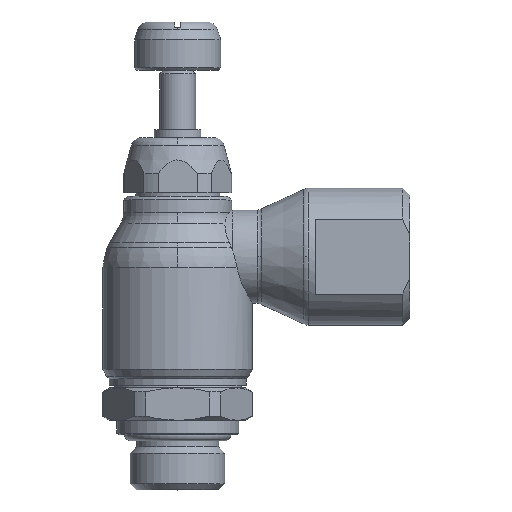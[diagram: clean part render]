
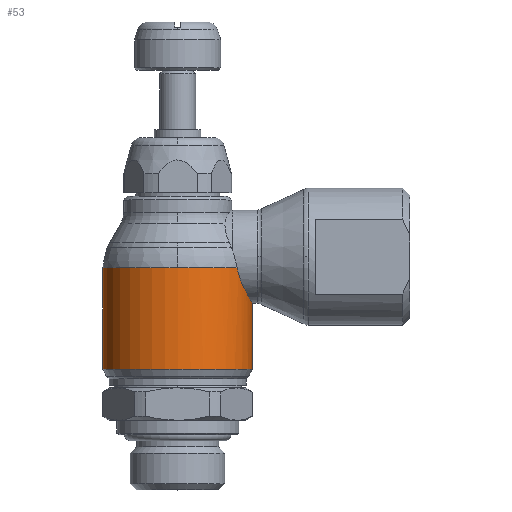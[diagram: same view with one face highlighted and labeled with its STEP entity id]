
A CAD part, top view. The second image highlights one B-rep face of the part: STEP entity #53.
In plain terms, the highlighted cylindrical face has radius 10.41 mm (diameter 20.82 mm), a partial arc.
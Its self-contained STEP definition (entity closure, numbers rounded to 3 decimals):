
#53=ADVANCED_FACE('',(#212),#213,.T.);
#212=FACE_OUTER_BOUND('',#527,.T.);
#213=CYLINDRICAL_SURFACE('',#528,10.41);
#527=EDGE_LOOP('',(#883,#884,#885,#886,#887,#888));
#528=AXIS2_PLACEMENT_3D('',#889,#890,#891);
#883=ORIENTED_EDGE('',*,*,#2041,.F.);
#884=ORIENTED_EDGE('',*,*,#2042,.T.);
#885=ORIENTED_EDGE('',*,*,#2043,.F.);
#886=ORIENTED_EDGE('',*,*,#2044,.T.);
#887=ORIENTED_EDGE('',*,*,#2038,.F.);
#888=ORIENTED_EDGE('',*,*,#2045,.F.);
#889=CARTESIAN_POINT('',(0.0,14.177,0.0));
#890=DIRECTION('',(0.0,1.0,0.0));
#891=DIRECTION('',(-1.0,0.0,0.0));
#2038=EDGE_CURVE('',#2423,#2425,#2426,.T.);
#2041=EDGE_CURVE('',#2430,#2431,#2432,.T.);
#2042=EDGE_CURVE('',#2430,#2433,#2434,.T.);
#2043=EDGE_CURVE('',#2435,#2433,#2436,.T.);
#2044=EDGE_CURVE('',#2435,#2425,#2437,.T.);
#2045=EDGE_CURVE('',#2431,#2423,#2438,.T.);
#2423=VERTEX_POINT('',#3060);
#2425=VERTEX_POINT('',#3062);
#2426=CIRCLE('',#3063,10.41);
#2430=VERTEX_POINT('',#3079);
#2431=VERTEX_POINT('',#3080);
#2432=LINE('',#3081,#3082);
#2433=VERTEX_POINT('',#3083);
#2434=CIRCLE('',#3084,10.41);
#2435=VERTEX_POINT('',#3085);
#2436=LINE('',#3086,#3087);
#2437=B_SPLINE_CURVE_WITH_KNOTS('',3,(#3088,#3089,#3090,#3091,#3092,#3093,#3094,#3095,#3096,#3097,#3098,#3099,#3100,#3101,#3102,#3103,#3104,#3105,#3106,#3107,#3108,#3109,#3110,#3111,#3112,#3113,#3114,#3115,#3116,#3117),.UNSPECIFIED.,.F.,.F.,(4,2,2,2,2,2,2,2,2,2,2,2,2,2,4),(1.272,2.544,3.816,5.088,6.351,7.613,8.875,10.137,11.399,12.661,13.923,15.185,16.457,17.729,19.001),.UNSPECIFIED.);
#2438=CIRCLE('',#3118,10.41);
#3060=CARTESIAN_POINT('',(0.,21.272,10.41));
#3062=CARTESIAN_POINT('',(8.274,21.272,6.318));
#3063=AXIS2_PLACEMENT_3D('',#4335,#4336,#4337);
#3079=CARTESIAN_POINT('',(-10.41,7.083,0.0));
#3080=CARTESIAN_POINT('',(-10.41,21.272,0.));
#3081=CARTESIAN_POINT('',(-10.41,14.177,0.));
#3082=VECTOR('',#4338,1.0);
#3083=CARTESIAN_POINT('',(10.41,7.083,0.));
#3084=AXIS2_PLACEMENT_3D('',#4339,#4340,#4341);
#3085=CARTESIAN_POINT('',(10.41,16.3,0.));
#3086=CARTESIAN_POINT('',(10.41,14.177,0.));
#3087=VECTOR('',#4342,1.0);
#3088=CARTESIAN_POINT('',(8.232,21.519,-6.372));
#3089=CARTESIAN_POINT('',(8.298,21.094,-6.287));
#3090=CARTESIAN_POINT('',(8.396,20.676,-6.158));
#3091=CARTESIAN_POINT('',(8.631,19.882,-5.824));
#3092=CARTESIAN_POINT('',(8.768,19.504,-5.618));
#3093=CARTESIAN_POINT('',(9.053,18.806,-5.146));
#3094=CARTESIAN_POINT('',(9.201,18.487,-4.879));
#3095=CARTESIAN_POINT('',(9.479,17.923,-4.315));
#3096=CARTESIAN_POINT('',(9.619,17.657,-3.997));
#3097=CARTESIAN_POINT('',(9.88,17.184,-3.299));
#3098=CARTESIAN_POINT('',(10.001,16.977,-2.92));
#3099=CARTESIAN_POINT('',(10.2,16.641,-2.122));
#3100=CARTESIAN_POINT('',(10.279,16.512,-1.703));
#3101=CARTESIAN_POINT('',(10.384,16.342,-0.852));
#3102=CARTESIAN_POINT('',(10.41,16.3,-0.421));
#3103=CARTESIAN_POINT('',(10.41,16.3,0.421));
#3104=CARTESIAN_POINT('',(10.384,16.342,0.852));
#3105=CARTESIAN_POINT('',(10.279,16.512,1.703));
#3106=CARTESIAN_POINT('',(10.2,16.641,2.122));
#3107=CARTESIAN_POINT('',(10.001,16.977,2.92));
#3108=CARTESIAN_POINT('',(9.88,17.184,3.299));
#3109=CARTESIAN_POINT('',(9.619,17.657,3.997));
#3110=CARTESIAN_POINT('',(9.479,17.923,4.315));
#3111=CARTESIAN_POINT('',(9.201,18.487,4.879));
#3112=CARTESIAN_POINT('',(9.053,18.806,5.146));
#3113=CARTESIAN_POINT('',(8.768,19.504,5.618));
#3114=CARTESIAN_POINT('',(8.631,19.882,5.824));
#3115=CARTESIAN_POINT('',(8.396,20.676,6.158));
#3116=CARTESIAN_POINT('',(8.298,21.094,6.287));
#3117=CARTESIAN_POINT('',(8.232,21.519,6.372));
#3118=AXIS2_PLACEMENT_3D('',#4343,#4344,#4345);
#4335=CARTESIAN_POINT('',(0.0,21.272,0.0));
#4336=DIRECTION('',(0.0,1.0,0.0));
#4337=DIRECTION('',(-1.0,0.0,0.0));
#4338=DIRECTION('',(0.0,1.0,0.0));
#4339=CARTESIAN_POINT('',(0.0,7.083,0.0));
#4340=DIRECTION('',(0.0,1.0,0.0));
#4341=DIRECTION('',(-1.0,0.0,0.0));
#4342=DIRECTION('',(-0.0,-1.0,-0.0));
#4343=CARTESIAN_POINT('',(0.0,21.272,0.0));
#4344=DIRECTION('',(0.0,1.0,0.0));
#4345=DIRECTION('',(-1.0,0.0,0.0));
